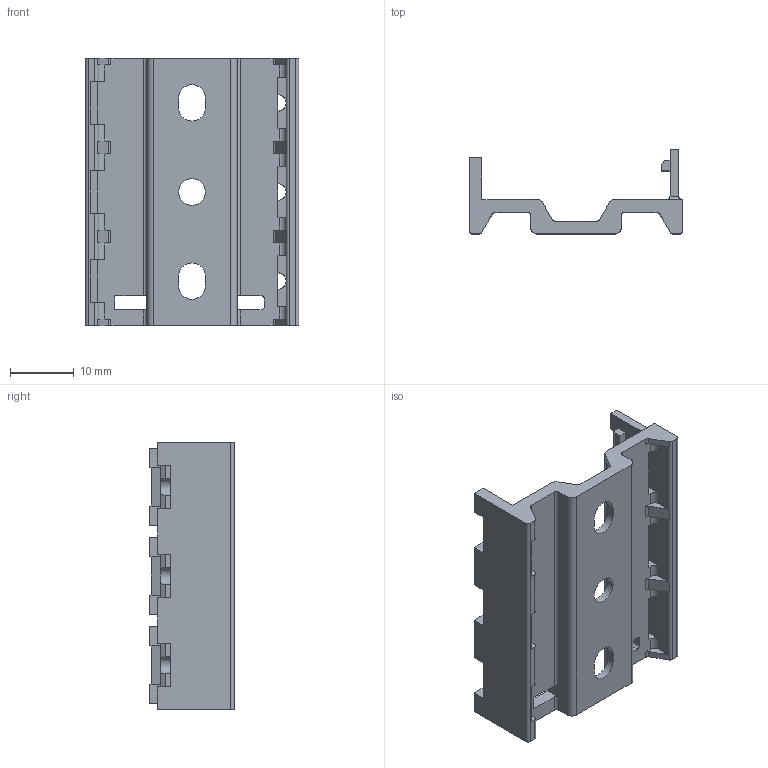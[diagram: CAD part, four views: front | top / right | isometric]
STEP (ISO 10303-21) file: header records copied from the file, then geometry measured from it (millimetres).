
FILE_DESCRIPTION((''),'2;1');
FILE_NAME('00175160300','2019-10-24T',('presta_be4'),(''),'CREO PARAMETRIC BY PTC INC, 2018360','CREO PARAMETRIC BY PTC INC, 2018360','');
FILE_SCHEMA(('CONFIG_CONTROL_DESIGN'));
Length unit declared in the file: millimetre
Products named in the file (1): 00175160300
Bounding box: 33.55 x 13.25 x 42 mm (x, y, z)
Volume: 4270 mm3; surface area: 5633.1 mm2
Topology: 1 solids, 1 shells, 267 faces, 809 edges, 530 vertices
Faces by surface type: plane 180, cylinder 87
Entity records: 9170 total; most frequent: CARTESIAN_POINT 1735, ORIENTED_EDGE 1618, DIRECTION 1493, EDGE_CURVE 809, VECTOR 599, LINE 599, VERTEX_POINT 530, AXIS2_PLACEMENT_3D 447
